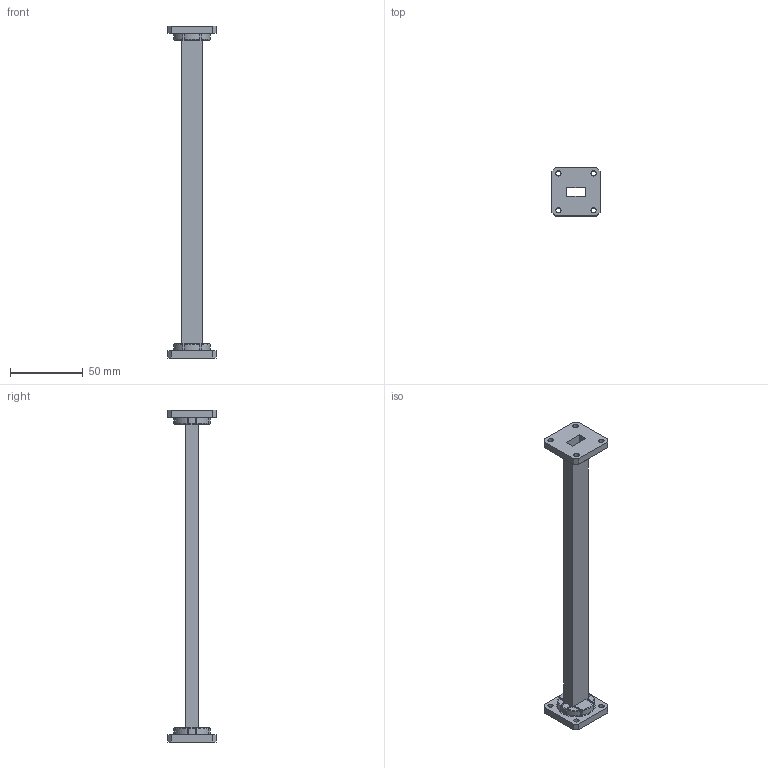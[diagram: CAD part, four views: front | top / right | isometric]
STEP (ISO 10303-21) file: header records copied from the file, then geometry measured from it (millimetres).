
FILE_DESCRIPTION (( 'STEP AP203' ), '1' );
FILE_NAME ('SMF-51S001-09_3D.step', '2022-09-14T16:07:35', ( '' ), ( '' ), 'SwSTEP 2.0', 'SolidWorks 2021', '' );
FILE_SCHEMA (( 'CONFIG_CONTROL_DESIGN' ));
Length unit declared in the file: inch
Products named in the file (1): SMF-51S001-09_3D
Bounding box: 33.32 x 33.32 x 228.6 mm (x, y, z)
Volume: 22120.3 mm3; surface area: 25805.8 mm2
Topology: 1 solids, 1 shells, 132 faces, 392 edges, 264 vertices
Faces by surface type: plane 76, torus 32, cylinder 24
Full cylindrical faces by diameter (mm): 3.658 x8
Entity records: 5249 total; most frequent: CARTESIAN_POINT 1719, ORIENTED_EDGE 752, DIRECTION 658, EDGE_CURVE 376, VERTEX_POINT 256, VECTOR 232, LINE 232, AXIS2_PLACEMENT_3D 213
